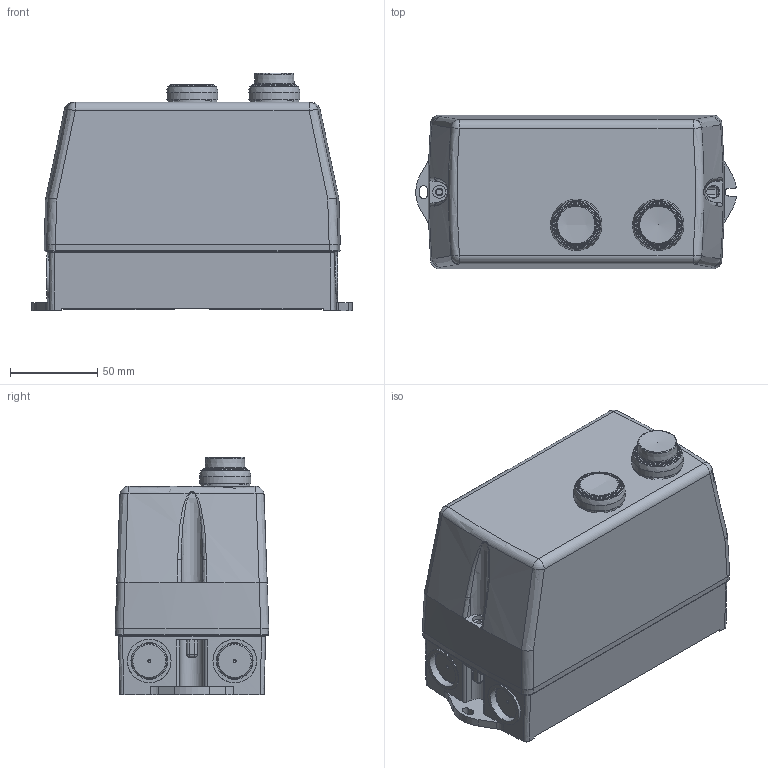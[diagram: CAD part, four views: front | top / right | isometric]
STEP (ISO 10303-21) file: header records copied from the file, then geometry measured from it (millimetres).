
FILE_DESCRIPTION(/* description */ (''),/* implementation_level */ '2;1');
FILE_NAME(/* name */ 'M0PA.stp',/* time_stamp */ '2019-10-25T13:09:24+02:00',/* author */ (''),/* organization */ (''),/* preprocessor_version */ 'ST-DEVELOPER v16',/* originating_system */ 'SIEMENS PLM Software NX 10.0',/* authorisation */ '');
FILE_SCHEMA (('AP203_CONFIGURATION_CONTROLLED_3D_DESIGN_OF_MECHANICAL_PARTS_AND_ASSEMBLIES_MIM_LF { 1 0 10303 403 2 1 2}'));
Length unit declared in the file: millimetre
Products named in the file (1): Rugg2AB099EDx0l9
Bounding box: 183.72 x 88 x 136.2 mm (x, y, z)
Surface area: 92082.1 mm2 (no closed solid volume)
Topology: 0 solids, 8 shells, 424 faces, 1726 edges, 1284 vertices
Faces by surface type: plane 209, cylinder 93, bspline 56, cone 34, torus 22, sphere 10
Full cylindrical faces by diameter (mm): 4.2 x1, 7.4 x2, 21 x4, 22.8 x1, 25 x4, 28.3 x2
Entity records: 20153 total; most frequent: CARTESIAN_POINT 6942, ORIENTED_EDGE 2551, DIRECTION 2441, EDGE_CURVE 1651, VERTEX_POINT 1269, LINE 851, VECTOR 851, AXIS2_PLACEMENT_3D 795
